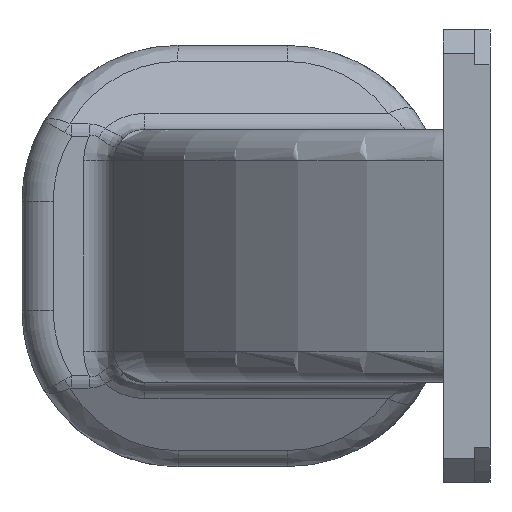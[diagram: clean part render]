
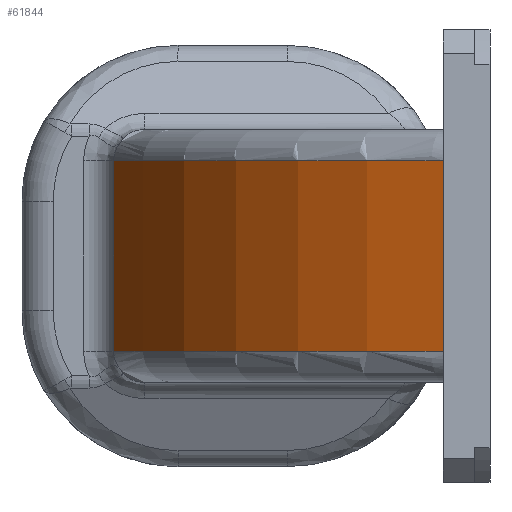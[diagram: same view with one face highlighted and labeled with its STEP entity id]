
A CAD part, left-side view. The second image highlights one B-rep face of the part: STEP entity #61844.
In plain terms, the highlighted cylindrical face has radius 34.5 mm (diameter 69 mm), a partial arc.
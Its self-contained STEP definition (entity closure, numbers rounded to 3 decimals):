
#20773=DIRECTION('',(0.,0.,1.));
#20774=VECTOR('',#20773,12.2);
#20775=CARTESIAN_POINT('',(-17.44,23.126,
-6.1));
#20776=LINE('2379',#20775,#20774);
#20777=CARTESIAN_POINT('',(-7.8,-10.,6.1));
#20778=DIRECTION('',(0.,0.,1.));
#20779=DIRECTION('',(-0.279,0.96,0.));
#20780=AXIS2_PLACEMENT_3D('',#20777,#20778,#20779);
#20782=DIRECTION('',(0.,0.,1.));
#20783=VECTOR('',#20782,12.2);
#20784=CARTESIAN_POINT('',(-40.146,2.,-6.1));
#20785=LINE('2376',#20784,#20783);
#20786=CARTESIAN_POINT('',(-7.8,-10.,-6.1));
#20787=DIRECTION('',(0.,0.,-1.));
#20788=DIRECTION('',(-0.938,0.348,0.));
#20789=AXIS2_PLACEMENT_3D('',#20786,#20787,#20788);
#26273=CARTESIAN_POINT('',(-40.146,2.,-6.1));
#26274=CARTESIAN_POINT('',(-40.146,2.,6.1));
#26275=VERTEX_POINT('',#26273);
#26276=VERTEX_POINT('',#26274);
#26279=CARTESIAN_POINT('',(-17.44,23.126,
-6.1));
#26280=CARTESIAN_POINT('',(-17.44,23.126,
6.1));
#26281=VERTEX_POINT('',#26279);
#26282=VERTEX_POINT('',#26280);
#61832=CARTESIAN_POINT('',(-7.8,-10.,-8.1));
#61833=DIRECTION('',(0.,0.,1.));
#61834=DIRECTION('',(1.,0.,0.));
#61835=AXIS2_PLACEMENT_3D('',#61832,#61833,#61834);
#61836=CYLINDRICAL_SURFACE('294',#61835,34.5);
#61837=ORIENTED_EDGE('2379',*,*,#61816,.T.);
#61838=ORIENTED_EDGE('2383',*,*,#61651,.T.);
#61839=ORIENTED_EDGE('2376',*,*,#32277,.F.);
#61841=ORIENTED_EDGE('2381',*,*,#61840,.T.);
#61842=EDGE_LOOP('294',(#61837,#61838,#61839,#61841));
#61843=FACE_OUTER_BOUND('294',#61842,.F.);
#20781=CIRCLE('2383',#20780,34.5);
#20790=CIRCLE('2381',#20789,34.5);
#32277=EDGE_CURVE('2376',#26275,#26276,#20785,.T.);
#61651=EDGE_CURVE('2383',#26282,#26276,#20781,.T.);
#61816=EDGE_CURVE('2379',#26281,#26282,#20776,.T.);
#61840=EDGE_CURVE('2381',#26275,#26281,#20790,.T.);
#61844=ADVANCED_FACE('294',(#61843),#61836,.T.);
